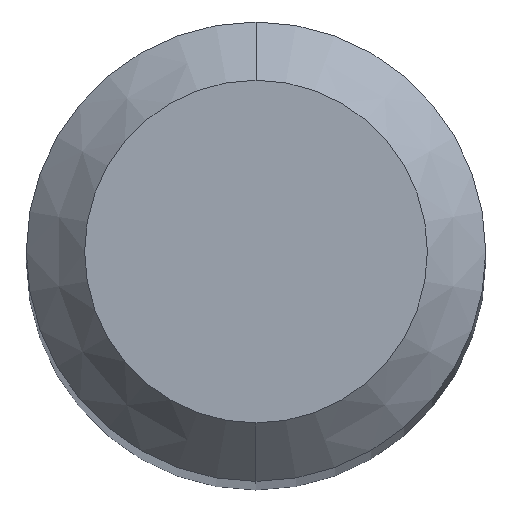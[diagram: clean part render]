
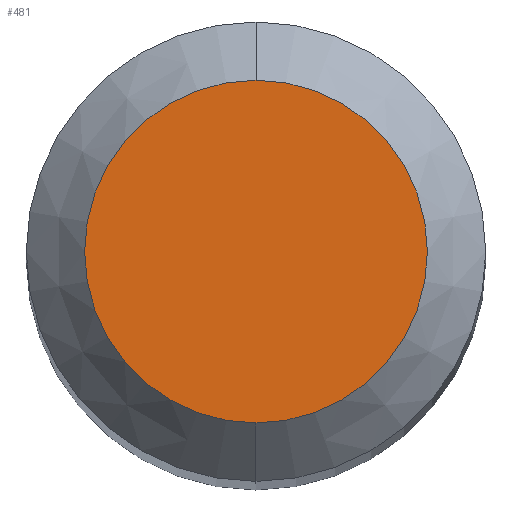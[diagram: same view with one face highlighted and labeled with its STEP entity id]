
A CAD part, top view. The second image highlights one B-rep face of the part: STEP entity #481.
In plain terms, the highlighted planar face has unit normal (0, 0, 1).
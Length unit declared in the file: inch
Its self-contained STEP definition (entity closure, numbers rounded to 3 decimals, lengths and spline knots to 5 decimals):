
#8 = VERTEX_POINT ( 'NONE', #331 ) ;
#67 = EDGE_LOOP ( 'NONE', ( #79, #374 ) ) ;
#79 = ORIENTED_EDGE ( 'NONE', *, *, #332, .T. ) ;
#88 = EDGE_CURVE ( 'NONE', #111, #8, #477, .T. ) ;
#97 = DIRECTION ( 'NONE',  ( 0., 1., 0. ) ) ;
#111 = VERTEX_POINT ( 'NONE', #359 ) ;
#137 = FACE_OUTER_BOUND ( 'NONE', #67, .T. ) ;
#171 = AXIS2_PLACEMENT_3D ( 'NONE', #427, #300, #97 ) ;
#182 = DIRECTION ( 'NONE',  ( 0., -1., 0. ) ) ;
#214 = DIRECTION ( 'NONE',  ( 0., 0., 1. ) ) ;
#245 = CARTESIAN_POINT ( 'NONE',  ( 0., 0., 0. ) ) ;
#268 = PLANE ( 'NONE',  #171 ) ;
#300 = DIRECTION ( 'NONE',  ( 0., 0., -1. ) ) ;
#331 = CARTESIAN_POINT ( 'NONE',  ( 0., 0.04405, 0. ) ) ;
#332 = EDGE_CURVE ( 'NONE', #8, #111, #461, .T. ) ;
#345 = AXIS2_PLACEMENT_3D ( 'NONE', #510, #431, #182 ) ;
#359 = CARTESIAN_POINT ( 'NONE',  ( 0., -0.04405, 0. ) ) ;
#374 = ORIENTED_EDGE ( 'NONE', *, *, #88, .T. ) ;
#375 = AXIS2_PLACEMENT_3D ( 'NONE', #245, #214, #379 ) ;
#379 = DIRECTION ( 'NONE',  ( 0., -1., 0. ) ) ;
#427 = CARTESIAN_POINT ( 'NONE',  ( 0., 0.04405, 0. ) ) ;
#431 = DIRECTION ( 'NONE',  ( 0., 0., 1. ) ) ;
#461 = CIRCLE ( 'NONE', #375, 0.04405 ) ;
#477 = CIRCLE ( 'NONE', #345, 0.04405 ) ;
#481 = ADVANCED_FACE ( 'NONE', ( #137 ), #268, .F. ) ;
#510 = CARTESIAN_POINT ( 'NONE',  ( 0., 0., 0. ) ) ;
